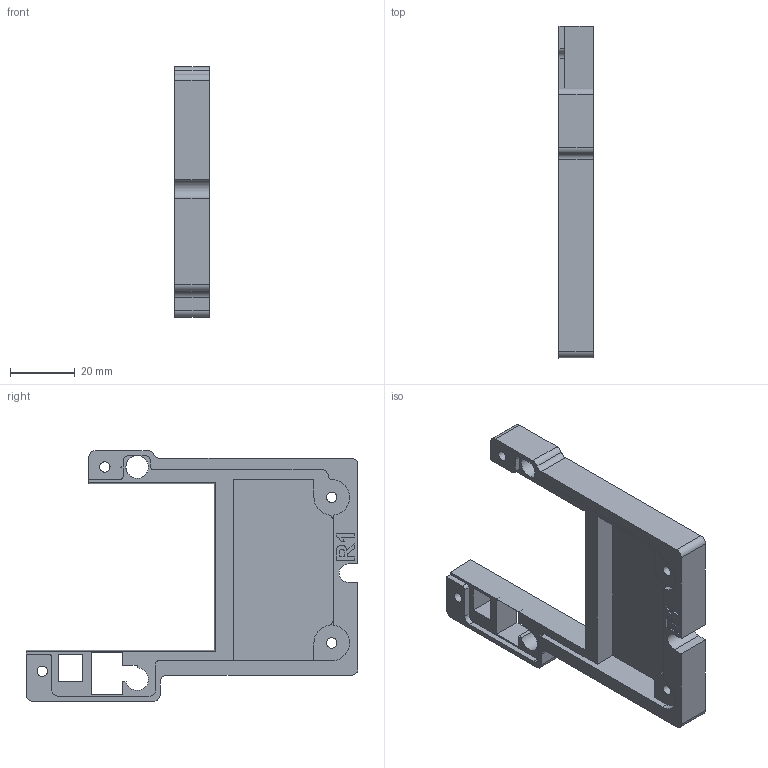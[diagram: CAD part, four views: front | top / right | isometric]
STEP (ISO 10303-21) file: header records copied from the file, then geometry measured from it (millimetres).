
FILE_DESCRIPTION(/* description */ (''),/* implementation_level */ '2;1');
FILE_NAME(/* name */ 'SL1-PSU_COVER.step',/* time_stamp */ '2019-08-13T12:59:45+02:00',/* author */ (''),/* organization */ (''),/* preprocessor_version */ 'ST-DEVELOPER v18',/* originating_system */ 'Autodesk Translation Framework v8.2.0.1029',/* authorisation */ '');
FILE_SCHEMA (('AUTOMOTIVE_DESIGN { 1 0 10303 214 3 1 1 }'));
Length unit declared in the file: millimetre
Products named in the file (1): PSU_COVER
Bounding box: 10.6 x 102.61 x 77.39 mm (x, y, z)
Volume: 23564.8 mm3; surface area: 15068 mm2
Topology: 1 solids, 1 shells, 170 faces, 476 edges, 311 vertices
Faces by surface type: plane 114, cylinder 37, bspline 19
Full cylindrical faces by diameter (mm): 3.2 x4, 5.7 x4, 7 x1
Entity records: 5693 total; most frequent: CARTESIAN_POINT 1281, ORIENTED_EDGE 952, DIRECTION 845, EDGE_CURVE 476, LINE 335, VECTOR 335, VERTEX_POINT 311, AXIS2_PLACEMENT_3D 255
